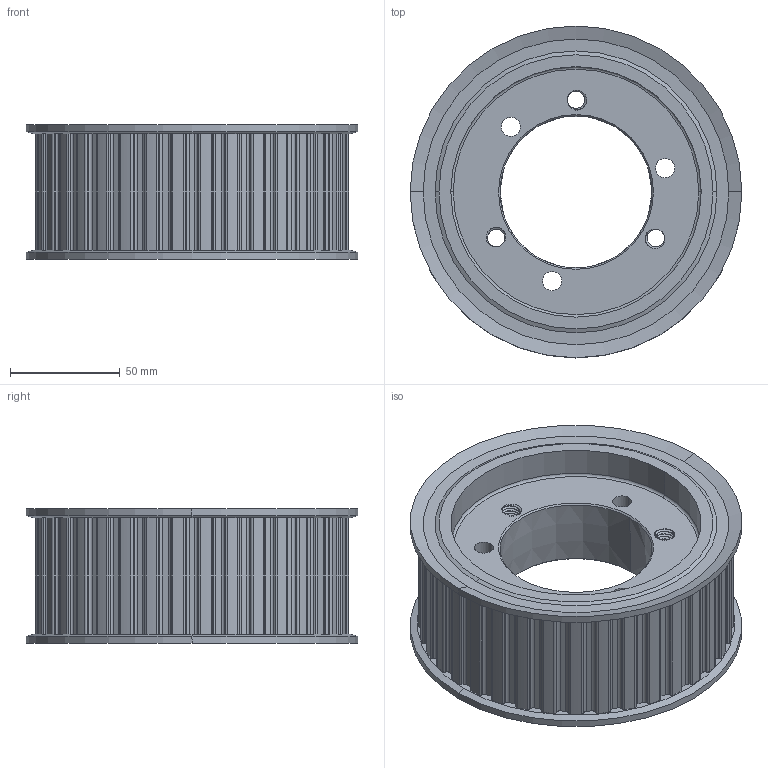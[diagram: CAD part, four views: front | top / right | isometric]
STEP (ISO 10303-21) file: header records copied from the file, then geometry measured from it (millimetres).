
FILE_DESCRIPTION (( 'STEP AP203' ), '1' );
FILE_NAME ('6495K821_Timing Belt Pulley.STEP', '2023-07-19T12:59:20', ( 'McMaster Carr Supply' ), ( 'McMaster Carr Supply' ), 'SwSTEP 2.0', 'SolidWorks 2017', '' );
FILE_SCHEMA (( 'CONFIG_CONTROL_DESIGN' ));
Length unit declared in the file: inch
Products named in the file (1): 6495K821_Timing Belt Pulley
Bounding box: 151.36 x 151.36 x 61.51 mm (x, y, z)
Volume: 526164.6 mm3; surface area: 86890.3 mm2
Topology: 1 solids, 1 shells, 464 faces, 1352 edges, 896 vertices
Faces by surface type: cylinder 311, plane 122, cone 18, bspline 9, torus 4
Entity records: 25164 total; most frequent: CARTESIAN_POINT 12933, ORIENTED_EDGE 2704, DIRECTION 2544, EDGE_CURVE 1352, AXIS2_PLACEMENT_3D 947, VERTEX_POINT 896, LINE 650, VECTOR 650
